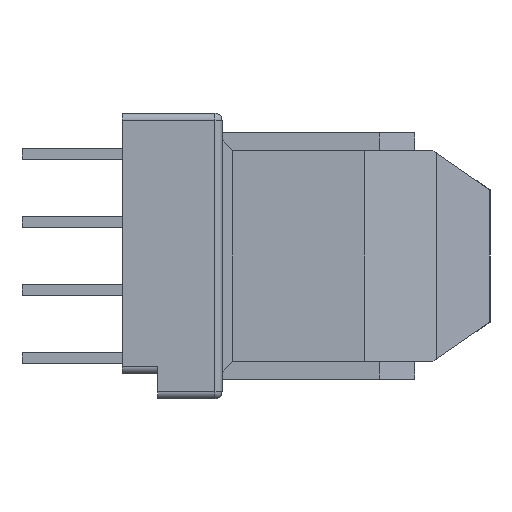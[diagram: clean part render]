
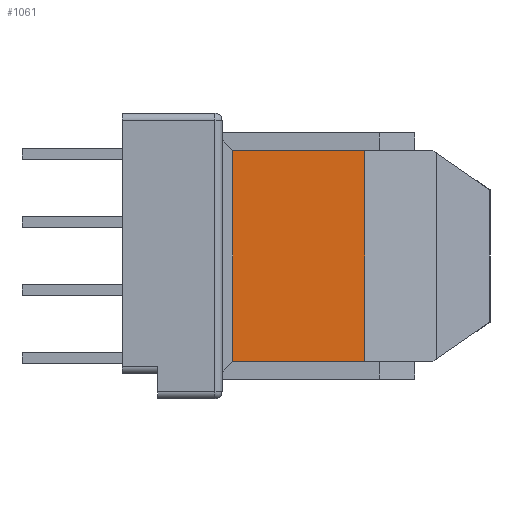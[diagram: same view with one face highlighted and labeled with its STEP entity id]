
A CAD part, left-side view. The second image highlights one B-rep face of the part: STEP entity #1061.
In plain terms, the highlighted planar face has unit normal (-1, 0, 0).
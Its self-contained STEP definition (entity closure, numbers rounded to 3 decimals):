
#1061 = ADVANCED_FACE ( 'NONE', ( #6000 ), #33491, .F. ) ;
#3897 = DIRECTION ( 'NONE',  ( 0., 0., -1. ) ) ;
#3953 = ORIENTED_EDGE ( 'NONE', *, *, #33272, .F. ) ;
#4037 = DIRECTION ( 'NONE',  ( 0., 0., -1. ) ) ;
#4118 = AXIS2_PLACEMENT_3D ( 'NONE', #19427, #16878, #4037 ) ;
#6000 = FACE_OUTER_BOUND ( 'NONE', #31365, .T. ) ;
#7471 = CARTESIAN_POINT ( 'NONE',  ( -23.64, 0., -2.95 ) ) ;
#8107 = LINE ( 'NONE', #7471, #22021 ) ;
#8294 = CARTESIAN_POINT ( 'NONE',  ( -23.64, 0., 2.95 ) ) ;
#8462 = ORIENTED_EDGE ( 'NONE', *, *, #21573, .F. ) ;
#10269 = DIRECTION ( 'NONE',  ( 0., -1., 0. ) ) ;
#10897 = EDGE_CURVE ( 'NONE', #20406, #35496, #14628, .T. ) ;
#13978 = ORIENTED_EDGE ( 'NONE', *, *, #10897, .T. ) ;
#14628 = LINE ( 'NONE', #35555, #21149 ) ;
#14729 = VECTOR ( 'NONE', #3897, 1000. ) ;
#15085 = CARTESIAN_POINT ( 'NONE',  ( -23.64, -0.3, -2.95 ) ) ;
#16878 = DIRECTION ( 'NONE',  ( 1., 0., 0. ) ) ;
#17730 = CARTESIAN_POINT ( 'NONE',  ( -23.64, -4., 2.95 ) ) ;
#17920 = EDGE_CURVE ( 'NONE', #35496, #29331, #8107, .T. ) ;
#18955 = DIRECTION ( 'NONE',  ( 0., 0., -1. ) ) ;
#19180 = VECTOR ( 'NONE', #33304, 1000. ) ;
#19427 = CARTESIAN_POINT ( 'NONE',  ( -23.64, 0., 2.95 ) ) ;
#20406 = VERTEX_POINT ( 'NONE', #27689 ) ;
#21149 = VECTOR ( 'NONE', #18955, 1000. ) ;
#21573 = EDGE_CURVE ( 'NONE', #20406, #31552, #26559, .T. ) ;
#22021 = VECTOR ( 'NONE', #10269, 1000. ) ;
#22123 = LINE ( 'NONE', #17730, #14729 ) ;
#24703 = CARTESIAN_POINT ( 'NONE',  ( -23.64, -4., -2.95 ) ) ;
#26559 = LINE ( 'NONE', #8294, #19180 ) ;
#27689 = CARTESIAN_POINT ( 'NONE',  ( -23.64, -0.3, 2.95 ) ) ;
#29331 = VERTEX_POINT ( 'NONE', #24703 ) ;
#31217 = ORIENTED_EDGE ( 'NONE', *, *, #17920, .T. ) ;
#31365 = EDGE_LOOP ( 'NONE', ( #8462, #13978, #31217, #3953 ) ) ;
#31552 = VERTEX_POINT ( 'NONE', #32031 ) ;
#32031 = CARTESIAN_POINT ( 'NONE',  ( -23.64, -4., 2.95 ) ) ;
#33272 = EDGE_CURVE ( 'NONE', #31552, #29331, #22123, .T. ) ;
#33304 = DIRECTION ( 'NONE',  ( 0., -1., 0. ) ) ;
#33491 = PLANE ( 'NONE',  #4118 ) ;
#35496 = VERTEX_POINT ( 'NONE', #15085 ) ;
#35555 = CARTESIAN_POINT ( 'NONE',  ( -23.64, -0.3, -2.95 ) ) ;
